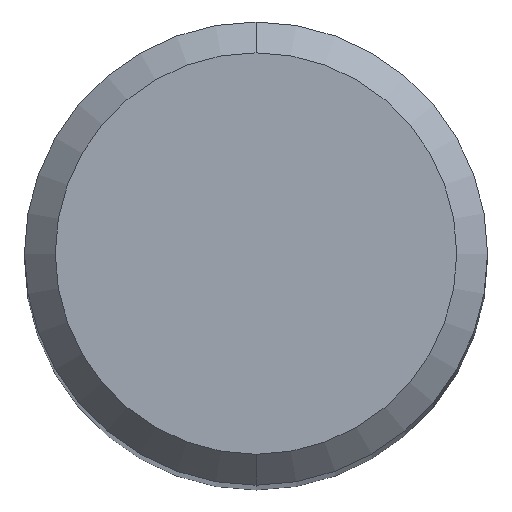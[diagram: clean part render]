
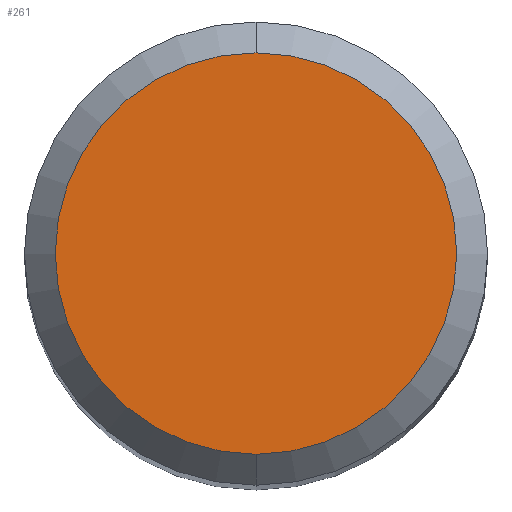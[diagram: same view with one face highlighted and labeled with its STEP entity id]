
A CAD part, top view. The second image highlights one B-rep face of the part: STEP entity #261.
In plain terms, the highlighted planar face has unit normal (0, 0, 1).
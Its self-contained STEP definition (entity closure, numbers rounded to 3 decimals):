
#261=ADVANCED_FACE('',(#586),#587,.T.);
#275=VERTEX_POINT('',#602);
#295=VERTEX_POINT('',#629);
#307=EDGE_CURVE('',#275,#295,#641,.T.);
#439=EDGE_CURVE('',#295,#275,#783,.T.);
#586=FACE_OUTER_BOUND('',#979,.T.);
#587=PLANE('',#980);
#602=CARTESIAN_POINT('',(0.,-2.6,0.0));
#629=CARTESIAN_POINT('',(0.0,2.6,0.0));
#641=CIRCLE('',#1107,2.6);
#783=CIRCLE('',#1395,2.6);
#979=EDGE_LOOP('',(#1582,#1583));
#980=AXIS2_PLACEMENT_3D('',#1584,#1585,#1586);
#1107=AXIS2_PLACEMENT_3D('',#1666,#1667,#1668);
#1395=AXIS2_PLACEMENT_3D('',#1798,#1799,#1800);
#1582=ORIENTED_EDGE('',*,*,#439,.F.);
#1583=ORIENTED_EDGE('',*,*,#307,.F.);
#1584=CARTESIAN_POINT('',(0.0,1.3,0.0));
#1585=DIRECTION('',(-0.0,0.0,1.0));
#1586=DIRECTION('',(0.0,-1.0,0.0));
#1666=CARTESIAN_POINT('',(0.0,0.0,0.0));
#1667=DIRECTION('',(0.0,0.0,-1.0));
#1668=DIRECTION('',(0.0,1.0,0.0));
#1798=CARTESIAN_POINT('',(0.0,0.0,0.0));
#1799=DIRECTION('',(0.0,0.0,-1.0));
#1800=DIRECTION('',(0.0,1.0,0.0));
